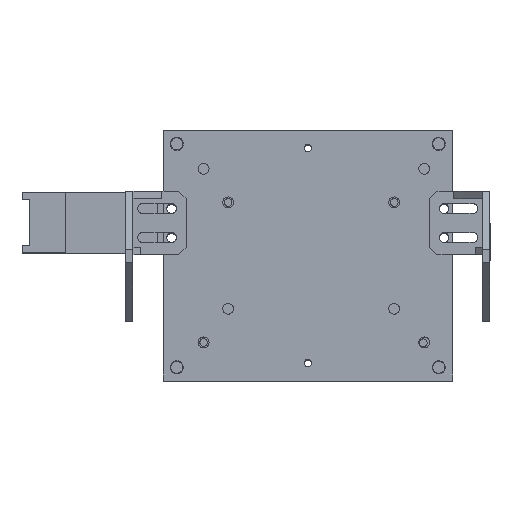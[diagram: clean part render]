
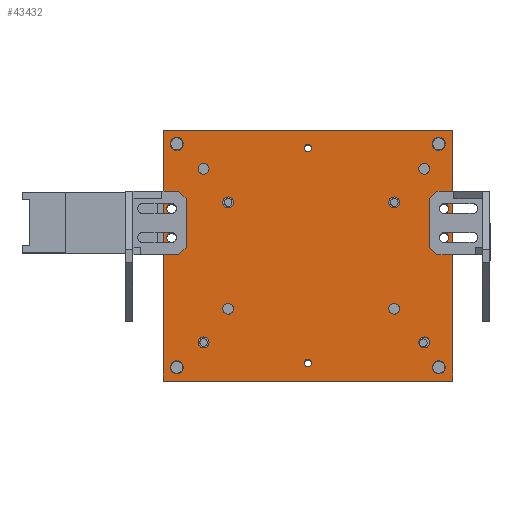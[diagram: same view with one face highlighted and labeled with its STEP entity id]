
A CAD part, top view. The second image highlights one B-rep face of the part: STEP entity #43432.
In plain terms, the highlighted planar face has unit normal (0, 0, 1).
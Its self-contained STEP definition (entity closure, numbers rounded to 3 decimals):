
#19=CIRCLE('',#45854,1.55);
#21=CIRCLE('',#45857,1.55);
#23=CIRCLE('',#45860,2.25);
#25=CIRCLE('',#45863,2.25);
#27=CIRCLE('',#45866,2.25);
#29=CIRCLE('',#45869,2.25);
#31=CIRCLE('',#45872,2.25);
#33=CIRCLE('',#45875,2.25);
#35=CIRCLE('',#45878,2.25);
#37=CIRCLE('',#45881,2.25);
#39=CIRCLE('',#45884,2.);
#41=CIRCLE('',#45887,2.);
#43=CIRCLE('',#45890,2.7);
#45=CIRCLE('',#45893,2.7);
#47=CIRCLE('',#45896,2.7);
#49=CIRCLE('',#45899,2.);
#51=CIRCLE('',#45902,2.);
#53=CIRCLE('',#45905,2.7);
#588=FACE_BOUND('',#5266,.T.);
#589=FACE_BOUND('',#5267,.T.);
#590=FACE_BOUND('',#5268,.T.);
#591=FACE_BOUND('',#5269,.T.);
#592=FACE_BOUND('',#5270,.T.);
#593=FACE_BOUND('',#5271,.T.);
#594=FACE_BOUND('',#5272,.T.);
#595=FACE_BOUND('',#5273,.T.);
#596=FACE_BOUND('',#5274,.T.);
#597=FACE_BOUND('',#5275,.T.);
#598=FACE_BOUND('',#5276,.T.);
#599=FACE_BOUND('',#5277,.T.);
#600=FACE_BOUND('',#5278,.T.);
#601=FACE_BOUND('',#5279,.T.);
#602=FACE_BOUND('',#5280,.T.);
#603=FACE_BOUND('',#5281,.T.);
#604=FACE_BOUND('',#5282,.T.);
#605=FACE_BOUND('',#5283,.T.);
#2802=FACE_OUTER_BOUND('',#5265,.T.);
#5265=EDGE_LOOP('',(#36433,#36434,#36435,#36436));
#5266=EDGE_LOOP('',(#36437));
#5267=EDGE_LOOP('',(#36438));
#5268=EDGE_LOOP('',(#36439));
#5269=EDGE_LOOP('',(#36440));
#5270=EDGE_LOOP('',(#36441));
#5271=EDGE_LOOP('',(#36442));
#5272=EDGE_LOOP('',(#36443));
#5273=EDGE_LOOP('',(#36444));
#5274=EDGE_LOOP('',(#36445));
#5275=EDGE_LOOP('',(#36446));
#5276=EDGE_LOOP('',(#36447));
#5277=EDGE_LOOP('',(#36448));
#5278=EDGE_LOOP('',(#36449));
#5279=EDGE_LOOP('',(#36450));
#5280=EDGE_LOOP('',(#36451));
#5281=EDGE_LOOP('',(#36452));
#5282=EDGE_LOOP('',(#36453));
#5283=EDGE_LOOP('',(#36454));
#10792=LINE('',#67274,#16325);
#10795=LINE('',#67280,#16328);
#10798=LINE('',#67286,#16331);
#10801=LINE('',#67290,#16334);
#16325=VECTOR('',#55788,10.);
#16328=VECTOR('',#55793,10.);
#16331=VECTOR('',#55798,10.);
#16334=VECTOR('',#55803,10.);
#19848=VERTEX_POINT('',#67160);
#19850=VERTEX_POINT('',#67166);
#19852=VERTEX_POINT('',#67172);
#19854=VERTEX_POINT('',#67178);
#19856=VERTEX_POINT('',#67184);
#19858=VERTEX_POINT('',#67190);
#19860=VERTEX_POINT('',#67196);
#19862=VERTEX_POINT('',#67202);
#19864=VERTEX_POINT('',#67208);
#19866=VERTEX_POINT('',#67214);
#19868=VERTEX_POINT('',#67220);
#19870=VERTEX_POINT('',#67226);
#19872=VERTEX_POINT('',#67232);
#19874=VERTEX_POINT('',#67238);
#19876=VERTEX_POINT('',#67244);
#19878=VERTEX_POINT('',#67250);
#19880=VERTEX_POINT('',#67256);
#19882=VERTEX_POINT('',#67262);
#19886=VERTEX_POINT('',#67271);
#19887=VERTEX_POINT('',#67273);
#19889=VERTEX_POINT('',#67279);
#19891=VERTEX_POINT('',#67285);
#25388=EDGE_CURVE('',#19848,#19848,#19,.T.);
#25391=EDGE_CURVE('',#19850,#19850,#21,.T.);
#25394=EDGE_CURVE('',#19852,#19852,#23,.T.);
#25397=EDGE_CURVE('',#19854,#19854,#25,.T.);
#25400=EDGE_CURVE('',#19856,#19856,#27,.T.);
#25403=EDGE_CURVE('',#19858,#19858,#29,.T.);
#25406=EDGE_CURVE('',#19860,#19860,#31,.T.);
#25409=EDGE_CURVE('',#19862,#19862,#33,.T.);
#25412=EDGE_CURVE('',#19864,#19864,#35,.T.);
#25415=EDGE_CURVE('',#19866,#19866,#37,.T.);
#25418=EDGE_CURVE('',#19868,#19868,#39,.T.);
#25421=EDGE_CURVE('',#19870,#19870,#41,.T.);
#25424=EDGE_CURVE('',#19872,#19872,#43,.T.);
#25427=EDGE_CURVE('',#19874,#19874,#45,.T.);
#25430=EDGE_CURVE('',#19876,#19876,#47,.T.);
#25433=EDGE_CURVE('',#19878,#19878,#49,.T.);
#25436=EDGE_CURVE('',#19880,#19880,#51,.T.);
#25439=EDGE_CURVE('',#19882,#19882,#53,.T.);
#25444=EDGE_CURVE('',#19887,#19886,#10792,.T.);
#25447=EDGE_CURVE('',#19889,#19887,#10795,.T.);
#25450=EDGE_CURVE('',#19891,#19889,#10798,.T.);
#25453=EDGE_CURVE('',#19886,#19891,#10801,.T.);
#36433=ORIENTED_EDGE('',*,*,#25453,.T.);
#36434=ORIENTED_EDGE('',*,*,#25450,.T.);
#36435=ORIENTED_EDGE('',*,*,#25447,.T.);
#36436=ORIENTED_EDGE('',*,*,#25444,.T.);
#36437=ORIENTED_EDGE('',*,*,#25439,.T.);
#36438=ORIENTED_EDGE('',*,*,#25436,.T.);
#36439=ORIENTED_EDGE('',*,*,#25433,.T.);
#36440=ORIENTED_EDGE('',*,*,#25430,.T.);
#36441=ORIENTED_EDGE('',*,*,#25427,.T.);
#36442=ORIENTED_EDGE('',*,*,#25424,.T.);
#36443=ORIENTED_EDGE('',*,*,#25421,.T.);
#36444=ORIENTED_EDGE('',*,*,#25418,.T.);
#36445=ORIENTED_EDGE('',*,*,#25415,.T.);
#36446=ORIENTED_EDGE('',*,*,#25412,.T.);
#36447=ORIENTED_EDGE('',*,*,#25409,.T.);
#36448=ORIENTED_EDGE('',*,*,#25406,.T.);
#36449=ORIENTED_EDGE('',*,*,#25403,.T.);
#36450=ORIENTED_EDGE('',*,*,#25400,.T.);
#36451=ORIENTED_EDGE('',*,*,#25397,.T.);
#36452=ORIENTED_EDGE('',*,*,#25394,.T.);
#36453=ORIENTED_EDGE('',*,*,#25391,.T.);
#36454=ORIENTED_EDGE('',*,*,#25388,.T.);
#39169=PLANE('',#45911);
#43432=ADVANCED_FACE('',(#2802,#588,#589,#590,#591,#592,#593,#594,#595,
#596,#597,#598,#599,#600,#601,#602,#603,#604,#605),#39169,.T.);
#45854=AXIS2_PLACEMENT_3D('',#67161,#55660,#55661);
#45857=AXIS2_PLACEMENT_3D('',#67167,#55667,#55668);
#45860=AXIS2_PLACEMENT_3D('',#67173,#55674,#55675);
#45863=AXIS2_PLACEMENT_3D('',#67179,#55681,#55682);
#45866=AXIS2_PLACEMENT_3D('',#67185,#55688,#55689);
#45869=AXIS2_PLACEMENT_3D('',#67191,#55695,#55696);
#45872=AXIS2_PLACEMENT_3D('',#67197,#55702,#55703);
#45875=AXIS2_PLACEMENT_3D('',#67203,#55709,#55710);
#45878=AXIS2_PLACEMENT_3D('',#67209,#55716,#55717);
#45881=AXIS2_PLACEMENT_3D('',#67215,#55723,#55724);
#45884=AXIS2_PLACEMENT_3D('',#67221,#55730,#55731);
#45887=AXIS2_PLACEMENT_3D('',#67227,#55737,#55738);
#45890=AXIS2_PLACEMENT_3D('',#67233,#55744,#55745);
#45893=AXIS2_PLACEMENT_3D('',#67239,#55751,#55752);
#45896=AXIS2_PLACEMENT_3D('',#67245,#55758,#55759);
#45899=AXIS2_PLACEMENT_3D('',#67251,#55765,#55766);
#45902=AXIS2_PLACEMENT_3D('',#67257,#55772,#55773);
#45905=AXIS2_PLACEMENT_3D('',#67263,#55779,#55780);
#45911=AXIS2_PLACEMENT_3D('',#67291,#55804,#55805);
#55660=DIRECTION('center_axis',(0.,0.,-1.));
#55661=DIRECTION('ref_axis',(1.,0.,0.));
#55667=DIRECTION('center_axis',(0.,0.,-1.));
#55668=DIRECTION('ref_axis',(1.,0.,0.));
#55674=DIRECTION('center_axis',(0.,0.,-1.));
#55675=DIRECTION('ref_axis',(1.,0.,0.));
#55681=DIRECTION('center_axis',(0.,0.,-1.));
#55682=DIRECTION('ref_axis',(1.,0.,0.));
#55688=DIRECTION('center_axis',(0.,0.,-1.));
#55689=DIRECTION('ref_axis',(1.,0.,0.));
#55695=DIRECTION('center_axis',(0.,0.,-1.));
#55696=DIRECTION('ref_axis',(1.,0.,0.));
#55702=DIRECTION('center_axis',(0.,0.,-1.));
#55703=DIRECTION('ref_axis',(1.,0.,0.));
#55709=DIRECTION('center_axis',(0.,0.,-1.));
#55710=DIRECTION('ref_axis',(1.,0.,0.));
#55716=DIRECTION('center_axis',(0.,0.,-1.));
#55717=DIRECTION('ref_axis',(1.,0.,0.));
#55723=DIRECTION('center_axis',(0.,0.,-1.));
#55724=DIRECTION('ref_axis',(1.,0.,0.));
#55730=DIRECTION('center_axis',(0.,0.,-1.));
#55731=DIRECTION('ref_axis',(1.,0.,0.));
#55737=DIRECTION('center_axis',(0.,0.,-1.));
#55738=DIRECTION('ref_axis',(1.,0.,0.));
#55744=DIRECTION('center_axis',(0.,0.,-1.));
#55745=DIRECTION('ref_axis',(1.,0.,0.));
#55751=DIRECTION('center_axis',(0.,0.,-1.));
#55752=DIRECTION('ref_axis',(1.,0.,0.));
#55758=DIRECTION('center_axis',(0.,0.,-1.));
#55759=DIRECTION('ref_axis',(1.,0.,0.));
#55765=DIRECTION('center_axis',(0.,0.,-1.));
#55766=DIRECTION('ref_axis',(1.,0.,0.));
#55772=DIRECTION('center_axis',(0.,0.,-1.));
#55773=DIRECTION('ref_axis',(1.,0.,0.));
#55779=DIRECTION('center_axis',(0.,0.,-1.));
#55780=DIRECTION('ref_axis',(1.,0.,0.));
#55788=DIRECTION('',(0.,-1.,0.));
#55793=DIRECTION('',(-1.,0.,0.));
#55798=DIRECTION('',(0.,1.,0.));
#55803=DIRECTION('',(1.,0.,0.));
#55804=DIRECTION('center_axis',(0.,0.,1.));
#55805=DIRECTION('ref_axis',(1.,0.,0.));
#67160=CARTESIAN_POINT('',(58.45,7.45,3.));
#67161=CARTESIAN_POINT('Origin',(60.,7.45,3.));
#67166=CARTESIAN_POINT('',(58.45,96.55,3.));
#67167=CARTESIAN_POINT('Origin',(60.,96.55,3.));
#67172=CARTESIAN_POINT('',(93.513,74.06,3.));
#67173=CARTESIAN_POINT('Origin',(95.763,74.06,3.));
#67178=CARTESIAN_POINT('',(24.69,74.06,3.));
#67179=CARTESIAN_POINT('Origin',(26.94,74.06,3.));
#67184=CARTESIAN_POINT('',(106.01,16.,3.));
#67185=CARTESIAN_POINT('Origin',(108.26,16.,3.));
#67190=CARTESIAN_POINT('',(14.55,16.,3.));
#67191=CARTESIAN_POINT('Origin',(16.8,16.,3.));
#67196=CARTESIAN_POINT('',(106.01,88.,3.));
#67197=CARTESIAN_POINT('Origin',(108.26,88.,3.));
#67202=CARTESIAN_POINT('',(93.513,29.94,3.));
#67203=CARTESIAN_POINT('Origin',(95.763,29.94,3.));
#67208=CARTESIAN_POINT('',(14.55,88.,3.));
#67209=CARTESIAN_POINT('Origin',(16.8,88.,3.));
#67214=CARTESIAN_POINT('',(24.69,29.94,3.));
#67215=CARTESIAN_POINT('Origin',(26.94,29.94,3.));
#67220=CARTESIAN_POINT('',(114.5,59.5,3.));
#67221=CARTESIAN_POINT('Origin',(116.5,59.5,3.));
#67226=CARTESIAN_POINT('',(114.5,71.5,3.));
#67227=CARTESIAN_POINT('Origin',(116.5,71.5,3.));
#67232=CARTESIAN_POINT('',(3.,5.7,3.));
#67233=CARTESIAN_POINT('Origin',(5.7,5.7,3.));
#67238=CARTESIAN_POINT('',(111.6,5.7,3.));
#67239=CARTESIAN_POINT('Origin',(114.3,5.7,3.));
#67244=CARTESIAN_POINT('',(3.,98.3,3.));
#67245=CARTESIAN_POINT('Origin',(5.7,98.3,3.));
#67250=CARTESIAN_POINT('',(1.5,59.5,3.));
#67251=CARTESIAN_POINT('Origin',(3.5,59.5,3.));
#67256=CARTESIAN_POINT('',(1.5,71.5,3.));
#67257=CARTESIAN_POINT('Origin',(3.5,71.5,3.));
#67262=CARTESIAN_POINT('',(111.6,98.3,3.));
#67263=CARTESIAN_POINT('Origin',(114.3,98.3,3.));
#67271=CARTESIAN_POINT('',(0.,0.,3.));
#67273=CARTESIAN_POINT('',(0.,104.,3.));
#67274=CARTESIAN_POINT('',(0.,0.,3.));
#67279=CARTESIAN_POINT('',(120.,104.,3.));
#67280=CARTESIAN_POINT('',(0.,104.,3.));
#67285=CARTESIAN_POINT('',(120.,0.,3.));
#67286=CARTESIAN_POINT('',(120.,0.,3.));
#67290=CARTESIAN_POINT('',(120.,0.,3.));
#67291=CARTESIAN_POINT('Origin',(60.,52.,3.));
